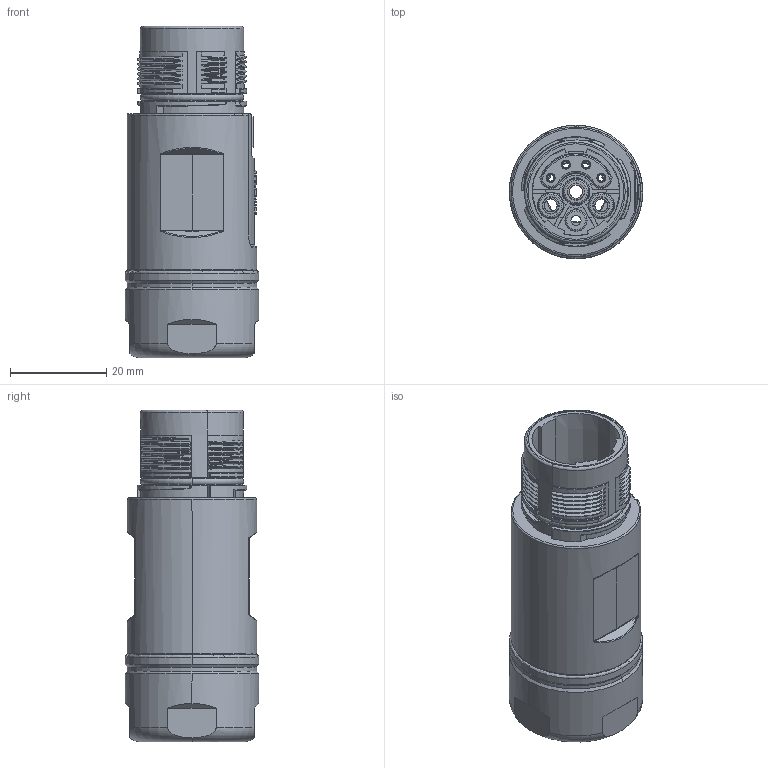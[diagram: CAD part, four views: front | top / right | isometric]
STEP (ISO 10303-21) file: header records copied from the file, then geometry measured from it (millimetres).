
FILE_DESCRIPTION((''),'2;1');
FILE_NAME('M23-MC04_4-TH-DXX-SH_SW0001','2017-08-10T',('hq.zhang'),(''),'PRO/ENGINEER BY PARAMETRIC TECHNOLOGY CORPORATION, 2012480','PRO/ENGINEER BY PARAMETRIC TECHNOLOGY CORPORATION, 2012480','');
FILE_SCHEMA(('AUTOMOTIVE_DESIGN { 1 0 10303 214 1 1 1 1 }'));
Products named in the file (1): M23-MC04_4-TH-DXX-SH_SW0001
Bounding box: 27.8 x 27.8 x 69 mm (x, y, z)
Volume: 23179.9 mm3; surface area: 27351 mm2
Topology: 1 solids, 1 shells, 2418 faces, 6968 edges, 4519 vertices
Faces by surface type: plane 690, bspline 628, cylinder 480, cone 409, torus 192, sphere 19
Entity records: 107833 total; most frequent: CARTESIAN_POINT 49623, ORIENTED_EDGE 13936, DIRECTION 9932, EDGE_CURVE 6968, VERTEX_POINT 4519, AXIS2_PLACEMENT_3D 3839, B_SPLINE_CURVE_WITH_KNOTS 2665, EDGE_LOOP 2513
